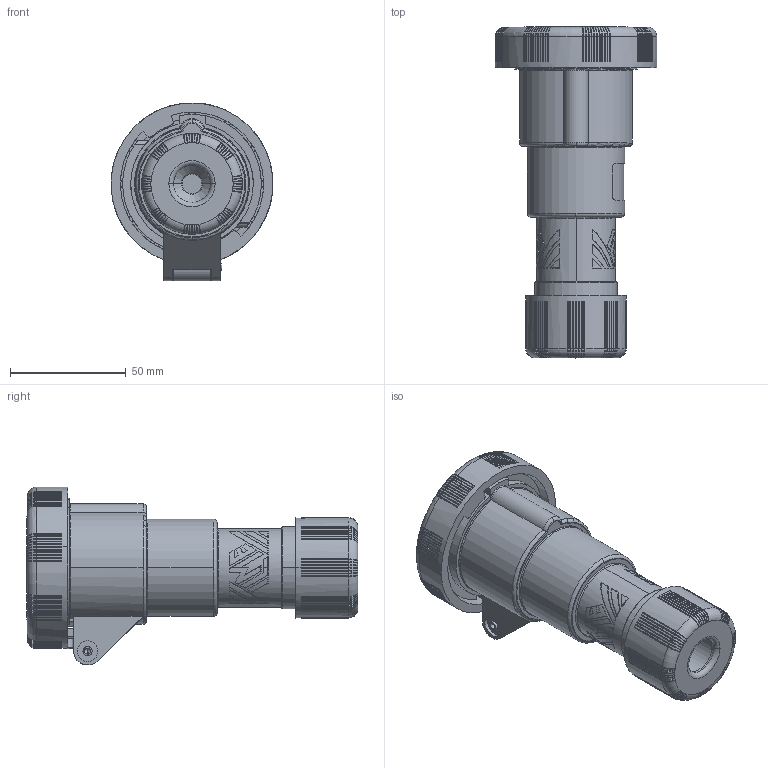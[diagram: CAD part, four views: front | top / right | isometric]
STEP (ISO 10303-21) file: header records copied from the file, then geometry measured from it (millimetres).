
FILE_DESCRIPTION(('CoCreate Modeling STEP Export'),'2;1');
FILE_NAME('PEW_1663_PV.stp','2010-03-09T10:07:57',(''),(''),'CoCreate Modeling STEP processor for AP214 (Solid Model)','CoCreate Modeling 16.00A 16-Aug-2008 (C) Parametric Technology GmbH','');
FILE_SCHEMA(('AUTOMOTIVE_DESIGN { 1 0 10303 214 1 1 1 1 }'));
Products named in the file (3): COPERCHIETTO1663PV; CUSTODIA1663PV; PEW_1663_PV
Assembly tree (2 placements, depth 2):
  PEW_1663_PV
    CUSTODIA1663PV
    COPERCHIETTO1663PV
Bounding box: 69.88 x 143.53 x 76.94 mm (x, y, z)
Volume: 176752.8 mm3; surface area: 76487 mm2
Topology: 2 solids, 5 shells, 1946 faces, 5185 edges, 2975 vertices
Faces by surface type: plane 737, torus 558, cylinder 512, revolution 112, cone 25, sphere 2
Entity records: 99715 total; most frequent: CARTESIAN_POINT 42929, ORIENTED_EDGE 9770, DIRECTION 7384, EDGE_CURVE 4885, VERTEX_POINT 2971, AXIS2_PLACEMENT_3D 2822, EDGE_LOOP 2006, COLOUR_RGB 1944
